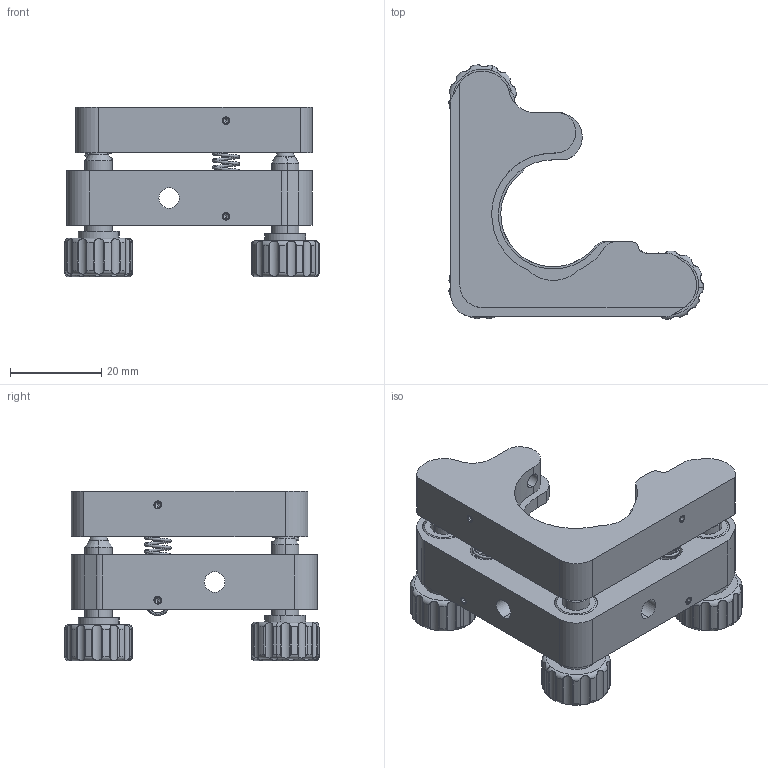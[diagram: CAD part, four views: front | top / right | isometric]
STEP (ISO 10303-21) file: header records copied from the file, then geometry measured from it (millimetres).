
FILE_DESCRIPTION (( 'STEP AP203' ), '1' );
FILE_NAME ('04UPM-3(M).STEP', '2016-04-18T01:25:26', ( '' ), ( '' ), 'SwSTEP 2.0', 'SolidWorks 2016', '' );
FILE_SCHEMA (( 'CONFIG_CONTROL_DESIGN' ));
Length unit declared in the file: millimetre
Products named in the file (1): 04UPM-3(M)
Bounding box: 55.95 x 55.94 x 37.33 mm (x, y, z)
Volume: 28064.2 mm3; surface area: 19263.1 mm2
Topology: 24 solids, 24 shells, 484 faces, 1235 edges, 798 vertices
Faces by surface type: cylinder 294, plane 119, cone 35, torus 20, sphere 8, bspline 8
Entity records: 21241 total; most frequent: CARTESIAN_POINT 9767, ORIENTED_EDGE 2412, DIRECTION 2298, EDGE_CURVE 1206, AXIS2_PLACEMENT_3D 892, VERTEX_POINT 789, EDGE_LOOP 539, VECTOR 514
